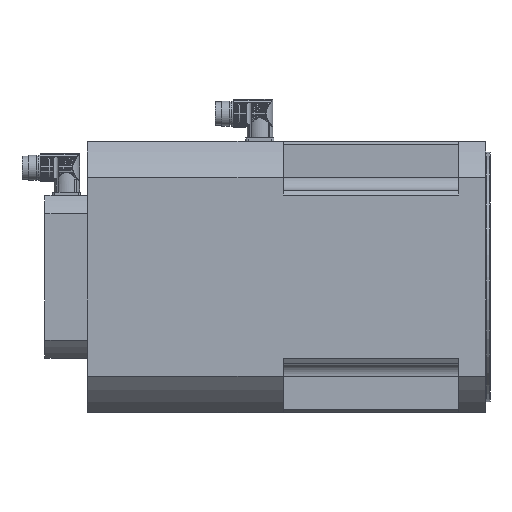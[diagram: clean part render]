
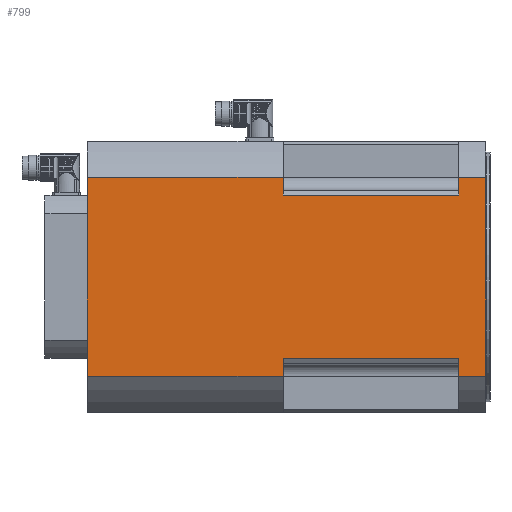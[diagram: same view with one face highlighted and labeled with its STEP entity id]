
A CAD part, left-side view. The second image highlights one B-rep face of the part: STEP entity #799.
In plain terms, the highlighted planar face has unit normal (-1, 0, 0).
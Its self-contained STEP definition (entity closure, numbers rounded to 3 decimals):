
#799=ADVANCED_FACE('',(#1107),#1055,.T.);
#1055=PLANE('',#4586);
#1107=FACE_OUTER_BOUND('',#1335,.T.);
#1335=EDGE_LOOP('',(#1671,#1672,#1673,#1674,#1675,#1676,#1677,#1678,#1679,
#1680,#1681,#1682));
#1671=ORIENTED_EDGE('',*,*,#3433,.T.);
#1672=ORIENTED_EDGE('',*,*,#3434,.T.);
#1673=ORIENTED_EDGE('',*,*,#3435,.F.);
#1674=ORIENTED_EDGE('',*,*,#3436,.T.);
#1675=ORIENTED_EDGE('',*,*,#3437,.T.);
#1676=ORIENTED_EDGE('',*,*,#3438,.F.);
#1677=ORIENTED_EDGE('',*,*,#3439,.T.);
#1678=ORIENTED_EDGE('',*,*,#3440,.F.);
#1679=ORIENTED_EDGE('',*,*,#3441,.T.);
#1680=ORIENTED_EDGE('',*,*,#3442,.F.);
#1681=ORIENTED_EDGE('',*,*,#3443,.T.);
#1682=ORIENTED_EDGE('',*,*,#3444,.F.);
#2965=VERTEX_POINT('',#6417);
#2966=VERTEX_POINT('',#6418);
#2967=VERTEX_POINT('',#6420);
#2968=VERTEX_POINT('',#6422);
#2969=VERTEX_POINT('',#6424);
#2970=VERTEX_POINT('',#6426);
#2971=VERTEX_POINT('',#6428);
#2972=VERTEX_POINT('',#6430);
#2973=VERTEX_POINT('',#6432);
#2974=VERTEX_POINT('',#6434);
#2975=VERTEX_POINT('',#6436);
#2976=VERTEX_POINT('',#6438);
#3433=EDGE_CURVE('',#2965,#2966,#4080,.T.);
#3434=EDGE_CURVE('',#2966,#2967,#4081,.T.);
#3435=EDGE_CURVE('',#2968,#2967,#4082,.T.);
#3436=EDGE_CURVE('',#2968,#2969,#4083,.T.);
#3437=EDGE_CURVE('',#2969,#2970,#4084,.T.);
#3438=EDGE_CURVE('',#2971,#2970,#4085,.T.);
#3439=EDGE_CURVE('',#2971,#2972,#4086,.T.);
#3440=EDGE_CURVE('',#2973,#2972,#4087,.T.);
#3441=EDGE_CURVE('',#2973,#2974,#4088,.T.);
#3442=EDGE_CURVE('',#2975,#2974,#4089,.T.);
#3443=EDGE_CURVE('',#2975,#2976,#4090,.T.);
#3444=EDGE_CURVE('',#2965,#2976,#4091,.T.);
#4080=LINE('',#6416,#4336);
#4081=LINE('',#6419,#4337);
#4082=LINE('',#6421,#4338);
#4083=LINE('',#6423,#4339);
#4084=LINE('',#6425,#4340);
#4085=LINE('',#6427,#4341);
#4086=LINE('',#6429,#4342);
#4087=LINE('',#6431,#4343);
#4088=LINE('',#6433,#4344);
#4089=LINE('',#6435,#4345);
#4090=LINE('',#6437,#4346);
#4091=LINE('',#6439,#4347);
#4336=VECTOR('',#5126,1.);
#4337=VECTOR('',#5127,1.);
#4338=VECTOR('',#5128,1.);
#4339=VECTOR('',#5129,1.);
#4340=VECTOR('',#5130,1.);
#4341=VECTOR('',#5131,1.);
#4342=VECTOR('',#5132,1.);
#4343=VECTOR('',#5133,1.);
#4344=VECTOR('',#5134,1.);
#4345=VECTOR('',#5135,1.);
#4346=VECTOR('',#5136,1.);
#4347=VECTOR('',#5137,1.);
#4586=AXIS2_PLACEMENT_3D('',#6440,#5138,#5139);
#5126=DIRECTION('',(0.,0.,1.));
#5127=DIRECTION('',(0.,1.,0.));
#5128=DIRECTION('',(0.,0.,1.));
#5129=DIRECTION('',(0.,-1.,0.));
#5130=DIRECTION('',(0.,0.,1.));
#5131=DIRECTION('',(0.,1.,0.));
#5132=DIRECTION('',(0.,0.,-1.));
#5133=DIRECTION('',(0.,1.,0.));
#5134=DIRECTION('',(0.,0.,1.));
#5135=DIRECTION('',(0.,-1.,0.));
#5136=DIRECTION('',(0.,0.,-1.));
#5137=DIRECTION('',(0.,-1.,0.));
#5138=DIRECTION('',(-1.,0.,0.));
#5139=DIRECTION('',(0.,0.,1.));
#6416=CARTESIAN_POINT('',(-35.,186.,-35.));
#6417=CARTESIAN_POINT('',(-35.,186.,165.439));
#6418=CARTESIAN_POINT('',(-35.,186.,181.652));
#6419=CARTESIAN_POINT('',(-35.,186.,181.652));
#6420=CARTESIAN_POINT('',(-35.,366.5,181.652));
#6421=CARTESIAN_POINT('',(-35.,366.5,-35.));
#6422=CARTESIAN_POINT('',(-35.,366.5,-1.652));
#6423=CARTESIAN_POINT('',(-35.,186.,-1.652));
#6424=CARTESIAN_POINT('',(-35.,186.,-1.652));
#6425=CARTESIAN_POINT('',(-35.,186.,-35.));
#6426=CARTESIAN_POINT('',(-35.,186.,14.561));
#6427=CARTESIAN_POINT('',(-35.,186.,14.561));
#6428=CARTESIAN_POINT('',(-35.,24.5,14.561));
#6429=CARTESIAN_POINT('',(-35.,24.5,-35.));
#6430=CARTESIAN_POINT('',(-35.,24.5,-1.652));
#6431=CARTESIAN_POINT('',(-35.,-0.5,-1.652));
#6432=CARTESIAN_POINT('',(-35.,-0.5,-1.652));
#6433=CARTESIAN_POINT('',(-35.,-0.5,-35.));
#6434=CARTESIAN_POINT('',(-35.,-0.5,181.652));
#6435=CARTESIAN_POINT('',(-35.,-0.5,181.652));
#6436=CARTESIAN_POINT('',(-35.,24.5,181.652));
#6437=CARTESIAN_POINT('',(-35.,24.5,-35.));
#6438=CARTESIAN_POINT('',(-35.,24.5,165.439));
#6439=CARTESIAN_POINT('',(-35.,186.,165.439));
#6440=CARTESIAN_POINT('',(-35.,92.75,-35.));
